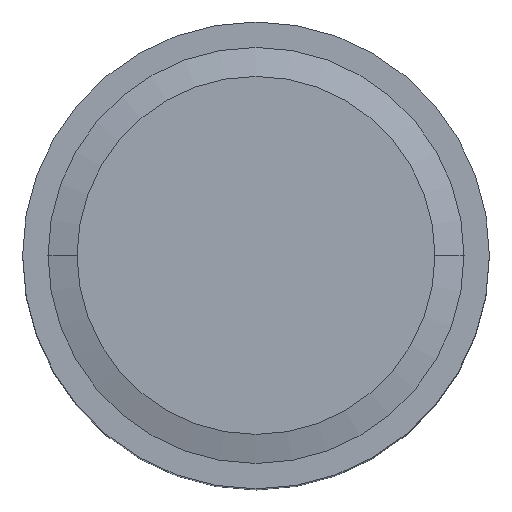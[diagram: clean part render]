
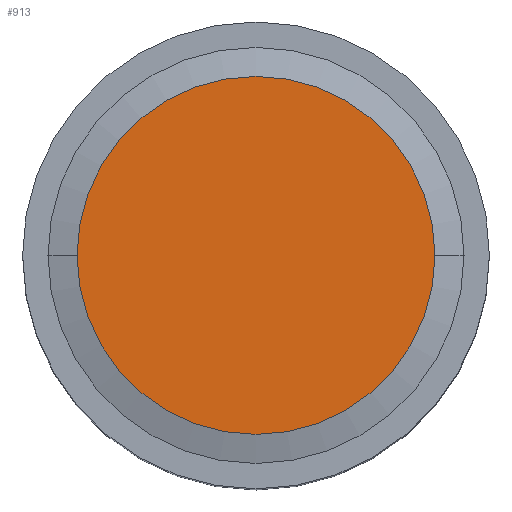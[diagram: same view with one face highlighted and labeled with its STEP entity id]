
A CAD part, top view. The second image highlights one B-rep face of the part: STEP entity #913.
In plain terms, the highlighted planar face has unit normal (0, 0, 1).
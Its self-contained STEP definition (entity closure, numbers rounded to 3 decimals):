
#378=CARTESIAN_POINT('',(0.,0.,0.3));
#379=DIRECTION('',(0.,0.,1.));
#380=DIRECTION('',(-1.,0.,0.));
#381=AXIS2_PLACEMENT_3D('',#378,#379,#380);
#393=CARTESIAN_POINT('',(0.,0.,0.3));
#394=DIRECTION('',(0.,0.,1.));
#395=DIRECTION('',(1.,0.,0.));
#396=AXIS2_PLACEMENT_3D('',#393,#394,#395);
#420=CARTESIAN_POINT('',(6.9,0.,0.3));
#421=CARTESIAN_POINT('',(-6.9,0.,0.3));
#422=VERTEX_POINT('',#420);
#423=VERTEX_POINT('',#421);
#903=CARTESIAN_POINT('',(0.,0.,0.3));
#904=DIRECTION('',(0.,0.,1.));
#905=DIRECTION('',(0.,1.,0.));
#906=AXIS2_PLACEMENT_3D('',#903,#904,#905);
#907=PLANE('',#906);
#909=ORIENTED_EDGE('',*,*,#908,.F.);
#910=ORIENTED_EDGE('',*,*,#893,.F.);
#911=EDGE_LOOP('',(#909,#910));
#912=FACE_OUTER_BOUND('',#911,.F.);
#913=ADVANCED_FACE('',(#912),#907,.T.);
#382=CIRCLE('',#381,6.9);
#397=CIRCLE('',#396,6.9);
#893=EDGE_CURVE('',#423,#422,#382,.T.);
#908=EDGE_CURVE('',#422,#423,#397,.T.);
